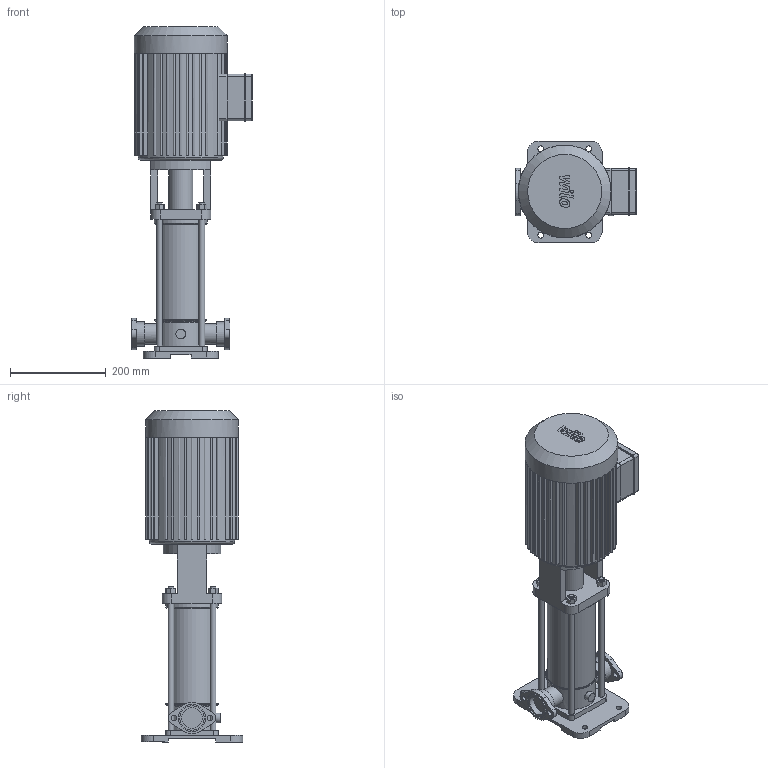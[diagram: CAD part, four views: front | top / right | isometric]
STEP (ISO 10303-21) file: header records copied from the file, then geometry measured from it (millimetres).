
FILE_DESCRIPTION(/* description */ (''),/* implementation_level */ '2;1');
FILE_NAME(/* name */ '3d_MVI407-1_16_E_3-400-50-2-4024701.stp',/* time_stamp */ '2017-01-31T19:45:21+01:00',/* author */ ('Łukasz'),/* organization */ (''),/* preprocessor_version */ 'ST-DEVELOPER v16.1',/* originating_system */ 'AutoCAD Mechanical',/* authorisation */ '');
FILE_SCHEMA (('AUTOMOTIVE_DESIGN { 1 0 10303 214 3 1 1 }'));
Length unit declared in the file: millimetre
Products named in the file (1): Product
Bounding box: 251 x 212 x 691.7 mm (x, y, z)
Volume: 11623773.7 mm3; surface area: 754005.9 mm2
Topology: 16 solids, 16 shells, 501 faces, 1276 edges, 826 vertices
Faces by surface type: plane 318, cylinder 132, bspline 24, torus 21, cone 6
Full cylindrical faces by diameter (mm): 11 x4, 12 x12, 20 x1, 42.4 x4, 50 x1, 50.4 x4, 56.4 x2, 100 x2, 110 x1, 178 x1, 193 x1
Entity records: 15391 total; most frequent: CARTESIAN_POINT 3234, DIRECTION 2551, ORIENTED_EDGE 2434, EDGE_CURVE 1217, AXIS2_PLACEMENT_3D 911, VERTEX_POINT 816, LINE 729, VECTOR 729
